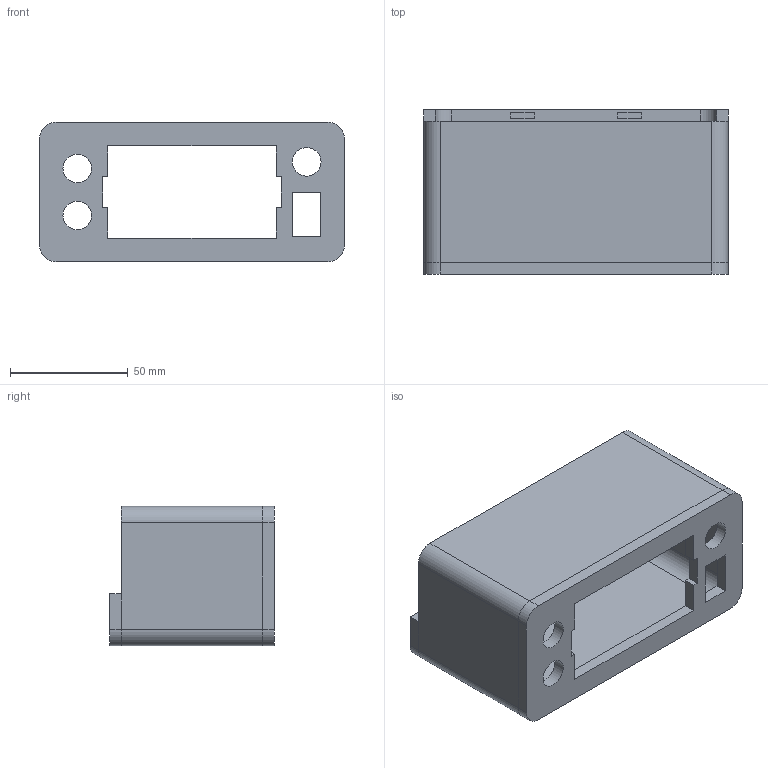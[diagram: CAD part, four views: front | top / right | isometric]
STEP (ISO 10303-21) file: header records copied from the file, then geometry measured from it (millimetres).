
FILE_DESCRIPTION(('FreeCAD Model'),'2;1');
FILE_NAME('Open CASCADE Shape Model','2024-12-07T18:24:09',('Author'),( ''),'Open CASCADE STEP processor 7.6','FreeCAD','Unknown');
FILE_SCHEMA(('AUTOMOTIVE_DESIGN { 1 0 10303 214 1 1 1 1 }'));
Length unit declared in the file: millimetre
Products named in the file (1): Body00
Bounding box: 129.5 x 70 x 59.25 mm (x, y, z)
Volume: 132040 mm3; surface area: 55633.4 mm2
Topology: 1 solids, 1 shells, 73 faces, 185 edges, 116 vertices
Faces by surface type: plane 50, cylinder 21, cone 2
Full cylindrical faces by diameter (mm): 3.2 x2, 12.15 x3
Entity records: 4598 total; most frequent: CARTESIAN_POINT 799, DIRECTION 721, LINE 491, VECTOR 491, ORIENTED_EDGE 366, PCURVE 366, DEFINITIONAL_REPRESENTATION 366, EDGE_CURVE 183
